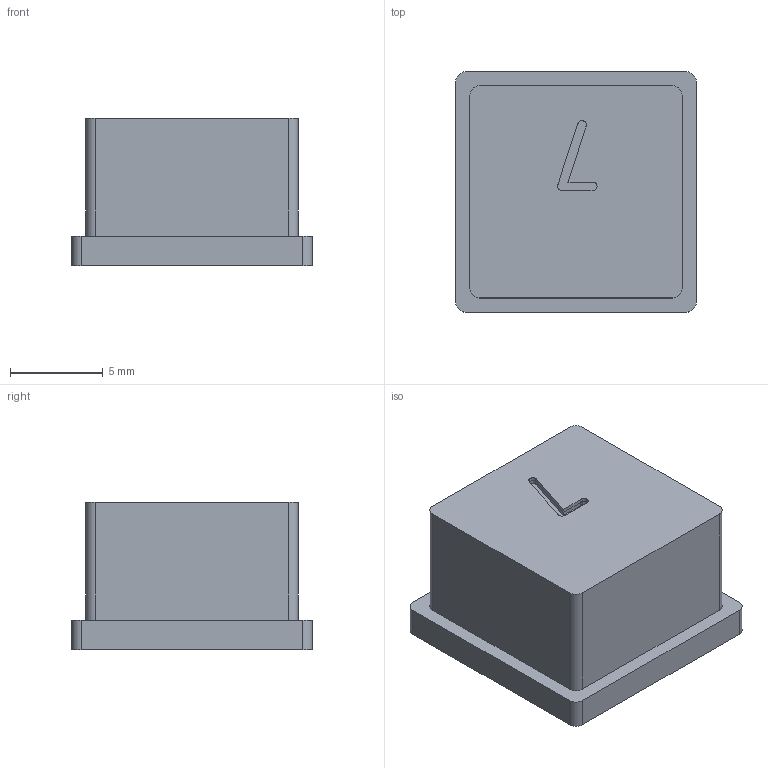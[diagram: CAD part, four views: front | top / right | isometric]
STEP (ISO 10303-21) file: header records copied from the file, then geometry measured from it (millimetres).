
FILE_DESCRIPTION(/* description */ (''),/* implementation_level */ '2;1');
FILE_NAME(/* name */ '2_Upper Instrument Panel/DLP/OH1A8A1A-27-07 - UFC Square Button - 7.step',/* time_stamp */ '2019-12-04T09:52:26+01:00',/* author */ ('Balz Reber'),/* organization */ ('OpenHornet'),/* preprocessor_version */ 'ST-DEVELOPER v18',/* originating_system */ 'Autodesk Translation Framework v8.9.1.1155',/* authorisation */ '');
FILE_SCHEMA (('AUTOMOTIVE_DESIGN { 1 0 10303 214 3 1 1 }'));
Length unit declared in the file: millimetre
Products named in the file (2): UFC SQUARE BUTTON LEGEND 7; UFC SQUARE BUTTON v1
Assembly tree (1 placements, depth 2):
  UFC SQUARE BUTTON LEGEND 7
    UFC SQUARE BUTTON v1
Bounding box: 12.95 x 12.95 x 7.94 mm (x, y, z)
Volume: 667.1 mm3; surface area: 1111.9 mm2
Topology: 1 solids, 1 shells, 92 faces, 238 edges, 155 vertices
Faces by surface type: plane 41, cylinder 33, bspline 18
Full cylindrical faces by diameter (mm): 1.181 x1
Entity records: 3312 total; most frequent: CARTESIAN_POINT 1046, ORIENTED_EDGE 476, DIRECTION 433, EDGE_CURVE 238, VERTEX_POINT 155, AXIS2_PLACEMENT_3D 145, LINE 143, VECTOR 143
